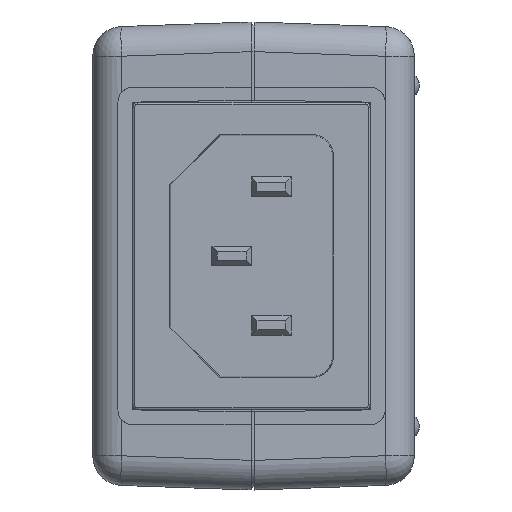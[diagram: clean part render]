
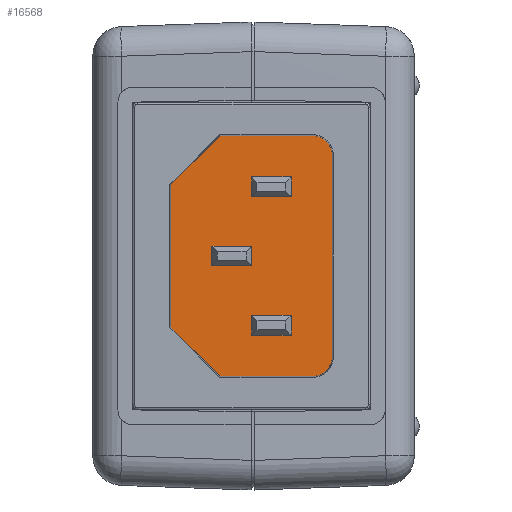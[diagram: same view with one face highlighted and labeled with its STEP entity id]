
A CAD part, left-side view. The second image highlights one B-rep face of the part: STEP entity #16568.
In plain terms, the highlighted face is planar.
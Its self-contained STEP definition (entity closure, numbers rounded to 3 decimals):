
#14605=DIRECTION('',(1.,0.,0.));
#14606=VECTOR('',#14605,20.324);
#14607=CARTESIAN_POINT('',(-10.162,2.2,8.162));
#14608=LINE('',#14607,#14606);
#14627=DIRECTION('',(0.,0.,1.));
#14628=VECTOR('',#14627,4.);
#14629=CARTESIAN_POINT('',(-8.,2.2,0.));
#14630=LINE('',#14629,#14628);
#14631=DIRECTION('',(1.,0.,0.));
#14632=VECTOR('',#14631,2.);
#14633=CARTESIAN_POINT('',(-8.,2.2,4.));
#14634=LINE('',#14633,#14632);
#14635=DIRECTION('',(0.,0.,-1.));
#14636=VECTOR('',#14635,4.);
#14637=CARTESIAN_POINT('',(-6.,2.2,4.));
#14638=LINE('',#14637,#14636);
#14639=DIRECTION('',(-1.,0.,0.));
#14640=VECTOR('',#14639,2.);
#14641=CARTESIAN_POINT('',(-6.,2.2,0.));
#14642=LINE('',#14641,#14640);
#14643=DIRECTION('',(0.,0.,1.));
#14644=VECTOR('',#14643,4.);
#14645=CARTESIAN_POINT('',(6.,2.2,0.));
#14646=LINE('',#14645,#14644);
#14647=DIRECTION('',(1.,0.,0.));
#14648=VECTOR('',#14647,2.);
#14649=CARTESIAN_POINT('',(6.,2.2,4.));
#14650=LINE('',#14649,#14648);
#14651=DIRECTION('',(0.,0.,-1.));
#14652=VECTOR('',#14651,4.);
#14653=CARTESIAN_POINT('',(8.,2.2,4.));
#14654=LINE('',#14653,#14652);
#14655=DIRECTION('',(-1.,0.,0.));
#14656=VECTOR('',#14655,2.);
#14657=CARTESIAN_POINT('',(8.,2.2,0.));
#14658=LINE('',#14657,#14656);
#14659=DIRECTION('',(0.,0.,1.));
#14660=VECTOR('',#14659,4.);
#14661=CARTESIAN_POINT('',(-1.,2.2,-4.));
#14662=LINE('',#14661,#14660);
#14663=DIRECTION('',(1.,0.,0.));
#14664=VECTOR('',#14663,2.);
#14665=CARTESIAN_POINT('',(-1.,2.2,0.));
#14666=LINE('',#14665,#14664);
#14667=DIRECTION('',(0.,0.,-1.));
#14668=VECTOR('',#14667,4.);
#14669=CARTESIAN_POINT('',(1.,2.2,0.));
#14670=LINE('',#14669,#14668);
#14671=DIRECTION('',(-1.,0.,0.));
#14672=VECTOR('',#14671,2.);
#14673=CARTESIAN_POINT('',(1.,2.2,-4.));
#14674=LINE('',#14673,#14672);
#14675=CARTESIAN_POINT('',(-12.162,2.2,6.162));
#14676=CARTESIAN_POINT('',(-12.162,2.2,6.329));
#14677=CARTESIAN_POINT('',(-12.123,2.2,6.623));
#14678=CARTESIAN_POINT('',(-11.951,2.2,7.117));
#14679=CARTESIAN_POINT('',(-11.604,2.2,7.604));
#14680=CARTESIAN_POINT('',(-11.117,2.2,7.951));
#14681=CARTESIAN_POINT('',(-10.623,2.2,8.123));
#14682=CARTESIAN_POINT('',(-10.329,2.2,8.162));
#14683=CARTESIAN_POINT('',(-10.162,2.2,8.162));
#14685=DIRECTION('',(0.,0.,-1.));
#14686=VECTOR('',#14685,9.325);
#14687=CARTESIAN_POINT('',(-12.162,2.2,6.162));
#14688=LINE('',#14687,#14686);
#14689=DIRECTION('',(-0.704,0.,0.711));
#14690=VECTOR('',#14689,7.034);
#14691=CARTESIAN_POINT('',(-7.213,2.2,-8.162));
#14692=LINE('',#14691,#14690);
#14693=DIRECTION('',(-1.,0.,0.));
#14694=VECTOR('',#14693,14.427);
#14695=CARTESIAN_POINT('',(7.213,2.2,-8.162));
#14696=LINE('',#14695,#14694);
#14697=DIRECTION('',(-0.704,0.,-0.711));
#14698=VECTOR('',#14697,7.034);
#14699=CARTESIAN_POINT('',(12.162,2.2,-3.163));
#14700=LINE('',#14699,#14698);
#14701=CARTESIAN_POINT('',(10.162,2.2,8.162));
#14702=CARTESIAN_POINT('',(10.329,2.2,8.162));
#14703=CARTESIAN_POINT('',(10.623,2.2,8.123));
#14704=CARTESIAN_POINT('',(11.117,2.2,7.951));
#14705=CARTESIAN_POINT('',(11.604,2.2,7.604));
#14706=CARTESIAN_POINT('',(11.951,2.2,7.117));
#14707=CARTESIAN_POINT('',(12.123,2.2,6.623));
#14708=CARTESIAN_POINT('',(12.162,2.2,6.329));
#14709=CARTESIAN_POINT('',(12.162,2.2,6.162));
#14931=DIRECTION('',(0.,0.,-1.));
#14932=VECTOR('',#14931,9.325);
#14933=CARTESIAN_POINT('',(12.162,2.2,6.162));
#14934=LINE('',#14933,#14932);
#15561=CARTESIAN_POINT('',(-8.,2.2,0.));
#15562=CARTESIAN_POINT('',(-8.,2.2,4.));
#15563=VERTEX_POINT('',#15561);
#15564=VERTEX_POINT('',#15562);
#15565=CARTESIAN_POINT('',(-6.,2.2,4.));
#15566=VERTEX_POINT('',#15565);
#15567=CARTESIAN_POINT('',(-6.,2.2,0.));
#15568=VERTEX_POINT('',#15567);
#15569=CARTESIAN_POINT('',(6.,2.2,0.));
#15570=CARTESIAN_POINT('',(6.,2.2,4.));
#15571=VERTEX_POINT('',#15569);
#15572=VERTEX_POINT('',#15570);
#15573=CARTESIAN_POINT('',(8.,2.2,4.));
#15574=VERTEX_POINT('',#15573);
#15575=CARTESIAN_POINT('',(8.,2.2,0.));
#15576=VERTEX_POINT('',#15575);
#15577=CARTESIAN_POINT('',(-1.,2.2,-4.));
#15578=CARTESIAN_POINT('',(-1.,2.2,0.));
#15579=VERTEX_POINT('',#15577);
#15580=VERTEX_POINT('',#15578);
#15581=CARTESIAN_POINT('',(1.,2.2,0.));
#15582=VERTEX_POINT('',#15581);
#15583=CARTESIAN_POINT('',(1.,2.2,-4.));
#15584=VERTEX_POINT('',#15583);
#15899=CARTESIAN_POINT('',(-7.213,2.2,-8.162));
#15900=CARTESIAN_POINT('',(-12.162,2.2,-3.163));
#15901=VERTEX_POINT('',#15899);
#15902=VERTEX_POINT('',#15900);
#15903=CARTESIAN_POINT('',(12.162,2.2,-3.163));
#15904=CARTESIAN_POINT('',(7.213,2.2,-8.162));
#15905=VERTEX_POINT('',#15903);
#15906=VERTEX_POINT('',#15904);
#15915=VERTEX_POINT('',#14675);
#15916=VERTEX_POINT('',#14683);
#15921=VERTEX_POINT('',#14701);
#15922=VERTEX_POINT('',#14709);
#16517=CARTESIAN_POINT('',(0.,2.2,0.));
#16518=DIRECTION('',(0.,1.,0.));
#16519=DIRECTION('',(1.,0.,0.));
#16520=AXIS2_PLACEMENT_3D('',#16517,#16518,#16519);
#16521=PLANE('',#16520);
#16522=ORIENTED_EDGE('',*,*,#16508,.F.);
#16524=ORIENTED_EDGE('',*,*,#16523,.T.);
#16526=ORIENTED_EDGE('',*,*,#16525,.F.);
#16528=ORIENTED_EDGE('',*,*,#16527,.F.);
#16530=ORIENTED_EDGE('',*,*,#16529,.F.);
#16532=ORIENTED_EDGE('',*,*,#16531,.F.);
#16534=ORIENTED_EDGE('',*,*,#16533,.F.);
#16535=ORIENTED_EDGE('',*,*,#16495,.F.);
#16536=EDGE_LOOP('',(#16522,#16524,#16526,#16528,#16530,#16532,#16534,#16535));
#16537=FACE_OUTER_BOUND('',#16536,.F.);
#16539=ORIENTED_EDGE('',*,*,#16538,.T.);
#16541=ORIENTED_EDGE('',*,*,#16540,.T.);
#16543=ORIENTED_EDGE('',*,*,#16542,.T.);
#16545=ORIENTED_EDGE('',*,*,#16544,.T.);
#16546=EDGE_LOOP('',(#16539,#16541,#16543,#16545));
#16547=FACE_BOUND('',#16546,.F.);
#16549=ORIENTED_EDGE('',*,*,#16548,.T.);
#16551=ORIENTED_EDGE('',*,*,#16550,.T.);
#16553=ORIENTED_EDGE('',*,*,#16552,.T.);
#16555=ORIENTED_EDGE('',*,*,#16554,.T.);
#16556=EDGE_LOOP('',(#16549,#16551,#16553,#16555));
#16557=FACE_BOUND('',#16556,.F.);
#16559=ORIENTED_EDGE('',*,*,#16558,.T.);
#16561=ORIENTED_EDGE('',*,*,#16560,.T.);
#16563=ORIENTED_EDGE('',*,*,#16562,.T.);
#16565=ORIENTED_EDGE('',*,*,#16564,.T.);
#16566=EDGE_LOOP('',(#16559,#16561,#16563,#16565));
#16567=FACE_BOUND('',#16566,.F.);
#16568=ADVANCED_FACE('',(#16537,#16547,#16557,#16567),#16521,.T.);
#14684=B_SPLINE_CURVE_WITH_KNOTS('',3,(#14675,#14676,#14677,#14678,#14679,
#14680,#14681,#14682,#14683),.UNSPECIFIED.,.F.,.F.,(4,1,1,1,1,1,4),(0.,
0.125,0.25,0.5,0.75,0.875,1.),.UNSPECIFIED.);
#14710=B_SPLINE_CURVE_WITH_KNOTS('',3,(#14701,#14702,#14703,#14704,#14705,
#14706,#14707,#14708,#14709),.UNSPECIFIED.,.F.,.F.,(4,1,1,1,1,1,4),(0.,
0.125,0.25,0.5,0.75,0.875,1.),.UNSPECIFIED.);
#16495=EDGE_CURVE('',#15916,#15921,#14608,.T.);
#16508=EDGE_CURVE('',#15915,#15916,#14684,.T.);
#16523=EDGE_CURVE('',#15915,#15902,#14688,.T.);
#16525=EDGE_CURVE('',#15901,#15902,#14692,.T.);
#16527=EDGE_CURVE('',#15906,#15901,#14696,.T.);
#16529=EDGE_CURVE('',#15905,#15906,#14700,.T.);
#16531=EDGE_CURVE('',#15922,#15905,#14934,.T.);
#16533=EDGE_CURVE('',#15921,#15922,#14710,.T.);
#16538=EDGE_CURVE('',#15571,#15572,#14646,.T.);
#16540=EDGE_CURVE('',#15572,#15574,#14650,.T.);
#16542=EDGE_CURVE('',#15574,#15576,#14654,.T.);
#16544=EDGE_CURVE('',#15576,#15571,#14658,.T.);
#16548=EDGE_CURVE('',#15579,#15580,#14662,.T.);
#16550=EDGE_CURVE('',#15580,#15582,#14666,.T.);
#16552=EDGE_CURVE('',#15582,#15584,#14670,.T.);
#16554=EDGE_CURVE('',#15584,#15579,#14674,.T.);
#16558=EDGE_CURVE('',#15563,#15564,#14630,.T.);
#16560=EDGE_CURVE('',#15564,#15566,#14634,.T.);
#16562=EDGE_CURVE('',#15566,#15568,#14638,.T.);
#16564=EDGE_CURVE('',#15568,#15563,#14642,.T.);
